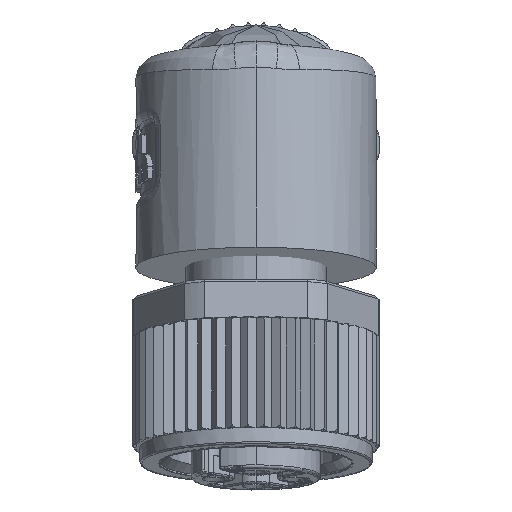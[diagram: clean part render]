
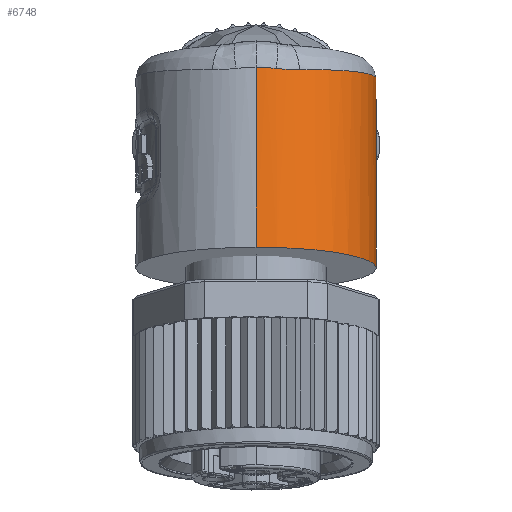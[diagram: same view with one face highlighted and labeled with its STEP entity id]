
A CAD part, front view. The second image highlights one B-rep face of the part: STEP entity #6748.
In plain terms, the highlighted cylindrical face has radius 7.5 mm (diameter 15 mm), a partial arc.
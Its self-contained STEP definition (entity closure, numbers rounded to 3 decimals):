
#6748=ADVANCED_FACE('',(#13534),#13535,.T.);
#13534=FACE_OUTER_BOUND('',#41572,.T.);
#13535=CYLINDRICAL_SURFACE('',#41573,7.5);
#41572=EDGE_LOOP('',(#62690,#62691,#62692,#62693,#62694,#62695,#62696,#62697,#62698,#62699,#62700));
#41573=AXIS2_PLACEMENT_3D('',#62701,#62702,#62703);
#62690=ORIENTED_EDGE('',*,*,#70799,.F.);
#62691=ORIENTED_EDGE('',*,*,#70803,.F.);
#62692=ORIENTED_EDGE('',*,*,#70940,.F.);
#62693=ORIENTED_EDGE('',*,*,#70941,.F.);
#62694=ORIENTED_EDGE('',*,*,#70942,.F.);
#62695=ORIENTED_EDGE('',*,*,#70805,.F.);
#62696=ORIENTED_EDGE('',*,*,#70795,.F.);
#62697=ORIENTED_EDGE('',*,*,#70943,.F.);
#62698=ORIENTED_EDGE('',*,*,#70850,.T.);
#62699=ORIENTED_EDGE('',*,*,#70944,.T.);
#62700=ORIENTED_EDGE('',*,*,#70792,.F.);
#62701=CARTESIAN_POINT('',(0.0,6.646,-7.682));
#62702=DIRECTION('',(0.0,-0.174,-0.985));
#62703=DIRECTION('',(0.0,-0.985,0.174));
#70792=EDGE_CURVE('',#82239,#82235,#82241,.T.);
#70795=EDGE_CURVE('',#82243,#82245,#82246,.T.);
#70799=EDGE_CURVE('',#82249,#82239,#82251,.T.);
#70803=EDGE_CURVE('',#82255,#82249,#82257,.T.);
#70805=EDGE_CURVE('',#82245,#82259,#82260,.T.);
#70850=EDGE_CURVE('',#82320,#82319,#82322,.T.);
#70940=EDGE_CURVE('',#82448,#82255,#82449,.T.);
#70941=EDGE_CURVE('',#82450,#82448,#82451,.T.);
#70942=EDGE_CURVE('',#82259,#82450,#82452,.T.);
#70943=EDGE_CURVE('',#82320,#82243,#82453,.T.);
#70944=EDGE_CURVE('',#82319,#82235,#82454,.T.);
#82235=VERTEX_POINT('',#107731);
#82239=VERTEX_POINT('',#107759);
#82241=B_SPLINE_CURVE_WITH_KNOTS('',3,(#107765,#107766,#107767,#107768,#107769,#107770,#107771,#107772,#107773,#107774,#107775,#107776,#107777,#107778,#107779,#107780,#107781,#107782,#107783,#107784,#107785,#107786),.UNSPECIFIED.,.F.,.F.,(4,1,1,1,1,1,1,1,1,1,1,1,1,1,1,1,1,1,1,4),(0.0,0.053,0.105,0.158,0.211,0.263,0.316,0.368,0.421,0.474,0.526,0.579,0.632,0.684,0.737,0.789,0.842,0.895,0.947,1.0),.UNSPECIFIED.);
#82243=VERTEX_POINT('',#107788);
#82245=VERTEX_POINT('',#107796);
#82246=B_SPLINE_CURVE_WITH_KNOTS('',3,(#107797,#107798,#107799,#107800,#107801,#107802,#107803,#107804),.UNSPECIFIED.,.F.,.F.,(4,1,1,1,1,4),(0.0,0.203,0.406,0.606,0.804,1.0),.UNSPECIFIED.);
#82249=VERTEX_POINT('',#107813);
#82251=B_SPLINE_CURVE_WITH_KNOTS('',3,(#107818,#107819,#107820,#107821,#107822,#107823),.UNSPECIFIED.,.F.,.F.,(4,1,1,4),(0.0,0.333,0.667,1.0),.UNSPECIFIED.);
#82255=VERTEX_POINT('',#107832);
#82257=B_SPLINE_CURVE_WITH_KNOTS('',3,(#107837,#107838,#107839,#107840,#107841,#107842),.UNSPECIFIED.,.F.,.F.,(4,1,1,4),(0.0,0.333,0.667,1.0),.UNSPECIFIED.);
#82259=VERTEX_POINT('',#107844);
#82260=B_SPLINE_CURVE_WITH_KNOTS('',3,(#107845,#107846,#107847,#107848,#107849,#107850),.UNSPECIFIED.,.F.,.F.,(4,1,1,4),(0.0,0.333,0.667,1.0),.UNSPECIFIED.);
#82319=VERTEX_POINT('',#108039);
#82320=VERTEX_POINT('',#108040);
#82322=CIRCLE('',#108042,7.5);
#82448=VERTEX_POINT('',#108753);
#82449=B_SPLINE_CURVE_WITH_KNOTS('',3,(#108754,#108755,#108756,#108757,#108758,#108759),.UNSPECIFIED.,.F.,.F.,(4,1,1,4),(0.0,0.333,0.667,1.0),.UNSPECIFIED.);
#82450=VERTEX_POINT('',#108760);
#82451=B_SPLINE_CURVE_WITH_KNOTS('',3,(#108761,#108762,#108763,#108764,#108765,#108766),.UNSPECIFIED.,.F.,.F.,(4,1,1,4),(0.0,0.333,0.667,1.0),.UNSPECIFIED.);
#82452=B_SPLINE_CURVE_WITH_KNOTS('',3,(#108767,#108768,#108769,#108770,#108771,#108772,#108773,#108774,#108775,#108776,#108777,#108778,#108779,#108780,#108781),.UNSPECIFIED.,.F.,.F.,(4,1,1,1,1,1,1,1,1,1,1,1,4),(0.0,0.083,0.167,0.25,0.333,0.417,0.5,0.583,0.667,0.75,0.833,0.917,1.0),.UNSPECIFIED.);
#82453=LINE('',#108782,#108783);
#82454=LINE('',#108784,#108785);
#107731=CARTESIAN_POINT('',(0.,14.348,-7.187));
#107759=CARTESIAN_POINT('',(6.536,11.568,-0.949));
#107765=CARTESIAN_POINT('',(6.536,11.568,-0.949));
#107766=CARTESIAN_POINT('',(6.52,11.574,-1.077));
#107767=CARTESIAN_POINT('',(6.481,11.598,-1.342));
#107768=CARTESIAN_POINT('',(6.394,11.67,-1.769));
#107769=CARTESIAN_POINT('',(6.273,11.784,-2.227));
#107770=CARTESIAN_POINT('',(6.109,11.942,-2.719));
#107771=CARTESIAN_POINT('',(5.893,12.145,-3.24));
#107772=CARTESIAN_POINT('',(5.622,12.382,-3.772));
#107773=CARTESIAN_POINT('',(5.296,12.642,-4.298));
#107774=CARTESIAN_POINT('',(4.928,12.904,-4.791));
#107775=CARTESIAN_POINT('',(4.528,13.155,-5.239));
#107776=CARTESIAN_POINT('',(4.105,13.387,-5.637));
#107777=CARTESIAN_POINT('',(3.667,13.595,-5.984));
#107778=CARTESIAN_POINT('',(3.219,13.777,-6.282));
#107779=CARTESIAN_POINT('',(2.764,13.934,-6.534));
#107780=CARTESIAN_POINT('',(2.305,14.064,-6.741));
#107781=CARTESIAN_POINT('',(1.844,14.169,-6.907));
#107782=CARTESIAN_POINT('',(1.381,14.25,-7.034));
#107783=CARTESIAN_POINT('',(0.918,14.307,-7.123));
#107784=CARTESIAN_POINT('',(0.457,14.341,-7.175));
#107785=CARTESIAN_POINT('',(0.152,14.348,-7.187));
#107786=CARTESIAN_POINT('',(0.,14.348,-7.187));
#107788=CARTESIAN_POINT('',(0.,1.239,4.847));
#107796=CARTESIAN_POINT('',(1.266,1.337,4.784));
#107797=CARTESIAN_POINT('',(0.,1.239,4.847));
#107798=CARTESIAN_POINT('',(0.086,1.239,4.847));
#107799=CARTESIAN_POINT('',(0.259,1.242,4.846));
#107800=CARTESIAN_POINT('',(0.516,1.254,4.839));
#107801=CARTESIAN_POINT('',(0.769,1.274,4.828));
#107802=CARTESIAN_POINT('',(1.019,1.302,4.81));
#107803=CARTESIAN_POINT('',(1.184,1.325,4.794));
#107804=CARTESIAN_POINT('',(1.266,1.337,4.784));
#107813=CARTESIAN_POINT('',(6.569,11.604,-0.401));
#107818=CARTESIAN_POINT('',(6.569,11.604,-0.401));
#107819=CARTESIAN_POINT('',(6.569,11.594,-0.458));
#107820=CARTESIAN_POINT('',(6.568,11.576,-0.576));
#107821=CARTESIAN_POINT('',(6.557,11.563,-0.758));
#107822=CARTESIAN_POINT('',(6.544,11.565,-0.885));
#107823=CARTESIAN_POINT('',(6.536,11.568,-0.949));
#107832=CARTESIAN_POINT('',(6.561,11.795,0.599));
#107837=CARTESIAN_POINT('',(6.561,11.795,0.599));
#107838=CARTESIAN_POINT('',(6.562,11.774,0.488));
#107839=CARTESIAN_POINT('',(6.564,11.732,0.266));
#107840=CARTESIAN_POINT('',(6.567,11.667,-0.067));
#107841=CARTESIAN_POINT('',(6.568,11.625,-0.29));
#107842=CARTESIAN_POINT('',(6.569,11.604,-0.401));
#107844=CARTESIAN_POINT('',(2.72,1.732,4.701));
#107845=CARTESIAN_POINT('',(1.266,1.337,4.784));
#107846=CARTESIAN_POINT('',(1.44,1.364,4.765));
#107847=CARTESIAN_POINT('',(1.781,1.43,4.731));
#107848=CARTESIAN_POINT('',(2.267,1.564,4.702));
#107849=CARTESIAN_POINT('',(2.572,1.673,4.699));
#107850=CARTESIAN_POINT('',(2.72,1.732,4.701));
#108039=CARTESIAN_POINT('',(0.,14.032,-8.984));
#108040=CARTESIAN_POINT('',(0.0,-0.741,-6.379));
#108042=AXIS2_PLACEMENT_3D('',#118709,#118710,#118711);
#108753=CARTESIAN_POINT('',(6.507,12.012,1.274));
#108754=CARTESIAN_POINT('',(6.507,12.012,1.274));
#108755=CARTESIAN_POINT('',(6.519,11.977,1.194));
#108756=CARTESIAN_POINT('',(6.539,11.913,1.038));
#108757=CARTESIAN_POINT('',(6.556,11.841,0.812));
#108758=CARTESIAN_POINT('',(6.561,11.808,0.669));
#108759=CARTESIAN_POINT('',(6.561,11.795,0.599));
#108760=CARTESIAN_POINT('',(5.818,13.425,3.511));
#108761=CARTESIAN_POINT('',(5.818,13.425,3.511));
#108762=CARTESIAN_POINT('',(5.945,13.22,3.248));
#108763=CARTESIAN_POINT('',(6.158,12.838,2.731));
#108764=CARTESIAN_POINT('',(6.378,12.363,1.986));
#108765=CARTESIAN_POINT('',(6.471,12.117,1.509));
#108766=CARTESIAN_POINT('',(6.507,12.012,1.274));
#108767=CARTESIAN_POINT('',(2.72,1.732,4.701));
#108768=CARTESIAN_POINT('',(3.086,1.877,4.707));
#108769=CARTESIAN_POINT('',(3.796,2.226,4.71));
#108770=CARTESIAN_POINT('',(4.763,2.904,4.689));
#108771=CARTESIAN_POINT('',(5.613,3.722,4.644));
#108772=CARTESIAN_POINT('',(6.321,4.651,4.577));
#108773=CARTESIAN_POINT('',(6.89,5.702,4.488));
#108774=CARTESIAN_POINT('',(7.282,6.819,4.381));
#108775=CARTESIAN_POINT('',(7.492,7.984,4.257));
#108776=CARTESIAN_POINT('',(7.52,9.138,4.124));
#108777=CARTESIAN_POINT('',(7.361,10.32,3.976));
#108778=CARTESIAN_POINT('',(7.019,11.445,3.823));
#108779=CARTESIAN_POINT('',(6.508,12.494,3.667));
#108780=CARTESIAN_POINT('',(6.063,13.128,3.563));
#108781=CARTESIAN_POINT('',(5.818,13.425,3.511));
#108782=CARTESIAN_POINT('',(0.0,-0.741,-6.379));
#108783=VECTOR('',#118731,11.4);
#108784=CARTESIAN_POINT('',(0.,14.032,-8.984));
#108785=VECTOR('',#118732,1.825);
#118709=CARTESIAN_POINT('',(0.0,6.646,-7.682));
#118710=DIRECTION('',(0.0,0.174,0.985));
#118711=DIRECTION('',(0.0,-0.985,0.174));
#118731=DIRECTION('',(0.,0.174,0.985));
#118732=DIRECTION('',(0.,0.174,0.985));
